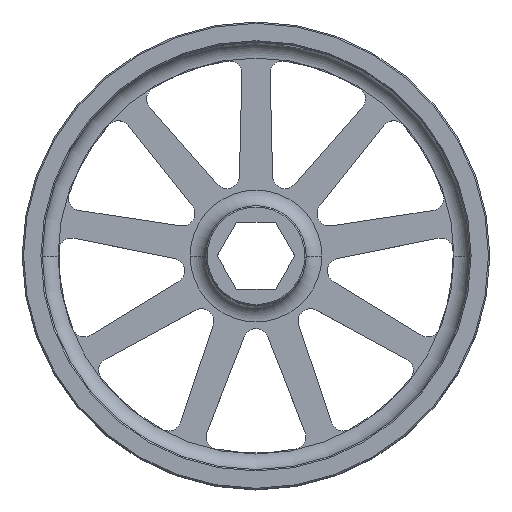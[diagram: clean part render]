
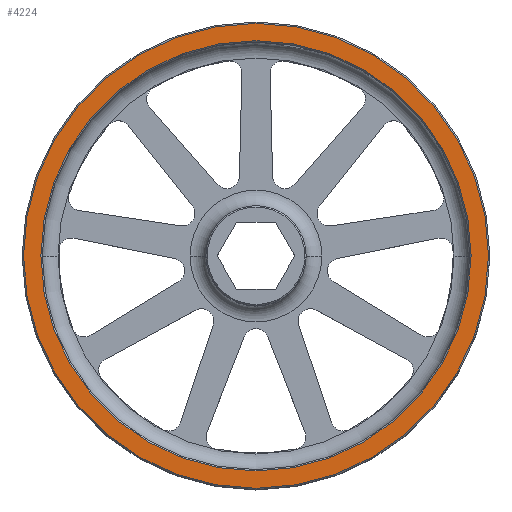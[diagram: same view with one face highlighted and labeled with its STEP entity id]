
A CAD part, top view. The second image highlights one B-rep face of the part: STEP entity #4224.
In plain terms, the highlighted planar face has unit normal (0, 0, 1).
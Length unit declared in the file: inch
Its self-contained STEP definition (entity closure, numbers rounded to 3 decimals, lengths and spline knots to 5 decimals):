
#200 = CIRCLE ( 'NONE', #4515, 1.61 ) ;
#235 = VERTEX_POINT ( 'NONE', #4317 ) ;
#322 = CARTESIAN_POINT ( 'NONE',  ( 0., 0., 0.8125 ) ) ;
#333 = ORIENTED_EDGE ( 'NONE', *, *, #4361, .T. ) ;
#476 = DIRECTION ( 'NONE',  ( 0., 0., 1. ) ) ;
#504 = ORIENTED_EDGE ( 'NONE', *, *, #3031, .T. ) ;
#519 = VERTEX_POINT ( 'NONE', #675 ) ;
#675 = CARTESIAN_POINT ( 'NONE',  ( -1.74, 0., 0.8125 ) ) ;
#759 = DIRECTION ( 'NONE',  ( 0., 0., 1. ) ) ;
#834 = CIRCLE ( 'NONE', #4325, 1.61 ) ;
#915 = ORIENTED_EDGE ( 'NONE', *, *, #3002, .T. ) ;
#1090 = DIRECTION ( 'NONE',  ( 1., 0., 0. ) ) ;
#1126 = AXIS2_PLACEMENT_3D ( 'NONE', #3630, #476, #1689 ) ;
#1631 = FACE_OUTER_BOUND ( 'NONE', #4243, .T. ) ;
#1689 = DIRECTION ( 'NONE',  ( 1., 0., 0. ) ) ;
#1732 = DIRECTION ( 'NONE',  ( 0., 0., -1. ) ) ;
#1907 = AXIS2_PLACEMENT_3D ( 'NONE', #4649, #759, #1090 ) ;
#2142 = DIRECTION ( 'NONE',  ( 1., 0., 0. ) ) ;
#2198 = CIRCLE ( 'NONE', #2995, 1.74 ) ;
#2308 = CARTESIAN_POINT ( 'NONE',  ( 1.74, 0., 0.8125 ) ) ;
#2665 = VERTEX_POINT ( 'NONE', #3438 ) ;
#2807 = CARTESIAN_POINT ( 'NONE',  ( 0., 0., 0.8125 ) ) ;
#2823 = FACE_BOUND ( 'NONE', #3347, .T. ) ;
#2995 = AXIS2_PLACEMENT_3D ( 'NONE', #2807, #3991, #3217 ) ;
#3002 = EDGE_CURVE ( 'NONE', #519, #4425, #2198, .T. ) ;
#3031 = EDGE_CURVE ( 'NONE', #4425, #519, #3986, .T. ) ;
#3133 = DIRECTION ( 'NONE',  ( 0., 0., -1. ) ) ;
#3217 = DIRECTION ( 'NONE',  ( 1., 0., 0. ) ) ;
#3347 = EDGE_LOOP ( 'NONE', ( #333, #4220 ) ) ;
#3438 = CARTESIAN_POINT ( 'NONE',  ( 1.61, 0., 0.8125 ) ) ;
#3502 = EDGE_CURVE ( 'NONE', #235, #2665, #834, .T. ) ;
#3630 = CARTESIAN_POINT ( 'NONE',  ( 0., 0., 0.8125 ) ) ;
#3735 = CARTESIAN_POINT ( 'NONE',  ( 0., 0., 0.8125 ) ) ;
#3986 = CIRCLE ( 'NONE', #1126, 1.74 ) ;
#3991 = DIRECTION ( 'NONE',  ( 0., 0., 1. ) ) ;
#4220 = ORIENTED_EDGE ( 'NONE', *, *, #3502, .T. ) ;
#4224 = ADVANCED_FACE ( 'NONE', ( #1631, #2823 ), #4308, .T. ) ;
#4243 = EDGE_LOOP ( 'NONE', ( #915, #504 ) ) ;
#4262 = DIRECTION ( 'NONE',  ( 1., 0., 0. ) ) ;
#4308 = PLANE ( 'NONE',  #1907 ) ;
#4317 = CARTESIAN_POINT ( 'NONE',  ( -1.61, 0., 0.8125 ) ) ;
#4325 = AXIS2_PLACEMENT_3D ( 'NONE', #322, #3133, #4262 ) ;
#4361 = EDGE_CURVE ( 'NONE', #2665, #235, #200, .T. ) ;
#4425 = VERTEX_POINT ( 'NONE', #2308 ) ;
#4515 = AXIS2_PLACEMENT_3D ( 'NONE', #3735, #1732, #2142 ) ;
#4649 = CARTESIAN_POINT ( 'NONE',  ( -1.75, 0., 0.8125 ) ) ;
